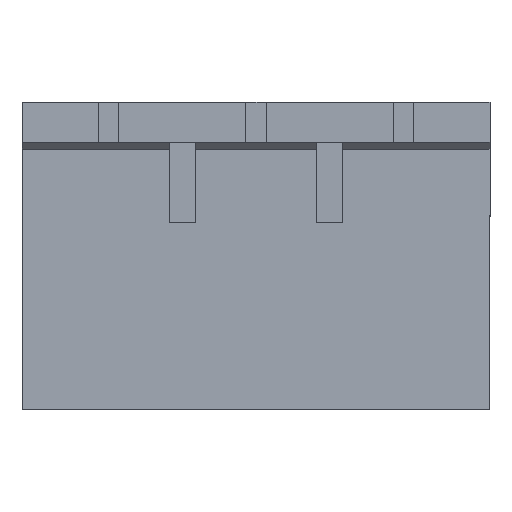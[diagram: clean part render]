
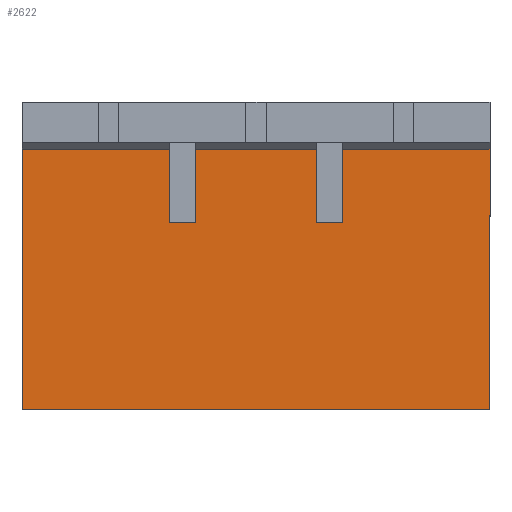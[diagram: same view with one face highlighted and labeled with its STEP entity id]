
A CAD part, front view. The second image highlights one B-rep face of the part: STEP entity #2622.
In plain terms, the highlighted planar face has unit normal (0, -1, 0).
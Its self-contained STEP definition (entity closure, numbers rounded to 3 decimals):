
#2583=CARTESIAN_POINT('',(70.,0.0,39.));
#2584=DIRECTION('',(0.0,-1.0,0.0));
#2585=DIRECTION('',(1.0,0.0,0.0));
#2586=AXIS2_PLACEMENT_3D('',#2583,#2584,#2585);
#2587=PLANE('',#2586);
#2588=CARTESIAN_POINT('',(0.,0.0,39.));
#2589=VERTEX_POINT('',#2588);
#2590=CARTESIAN_POINT('',(0.0,0.0,0.0));
#2591=VERTEX_POINT('',#2590);
#2592=CARTESIAN_POINT('',(0.,0.0,39.));
#2593=DIRECTION('',(0.0,0.0,-1.0));
#2594=VECTOR('',#2593,39.);
#2595=LINE('',#2592,#2594);
#2596=EDGE_CURVE('',#2589,#2591,#2595,.T.);
#2597=ORIENTED_EDGE('',*,*,#2596,.T.);
#2598=CARTESIAN_POINT('',(70.0,0.0,0.0));
#2599=VERTEX_POINT('',#2598);
#2600=CARTESIAN_POINT('',(70.0,0.0,0.0));
#2601=DIRECTION('',(-1.0,0.0,0.0));
#2602=VECTOR('',#2601,70.0);
#2603=LINE('',#2600,#2602);
#2604=EDGE_CURVE('',#2599,#2591,#2603,.T.);
#2605=ORIENTED_EDGE('',*,*,#2604,.F.);
#2606=CARTESIAN_POINT('',(70.,0.0,39.));
#2607=VERTEX_POINT('',#2606);
#2608=CARTESIAN_POINT('',(70.0,0.0,0.0));
#2609=DIRECTION('',(0.0,0.0,1.0));
#2610=VECTOR('',#2609,39.);
#2611=LINE('',#2608,#2610);
#2612=EDGE_CURVE('',#2599,#2607,#2611,.T.);
#2613=ORIENTED_EDGE('',*,*,#2612,.T.);
#2614=CARTESIAN_POINT('',(70.,0.0,39.));
#2615=DIRECTION('',(-1.0,0.0,0.0));
#2616=VECTOR('',#2615,70.0);
#2617=LINE('',#2614,#2616);
#2618=EDGE_CURVE('',#2607,#2589,#2617,.T.);
#2619=ORIENTED_EDGE('',*,*,#2618,.T.);
#2620=EDGE_LOOP('',(#2597,#2605,#2613,#2619));
#2621=FACE_OUTER_BOUND('',#2620,.T.);
#2622=ADVANCED_FACE('',(#2621),#2587,.T.);
